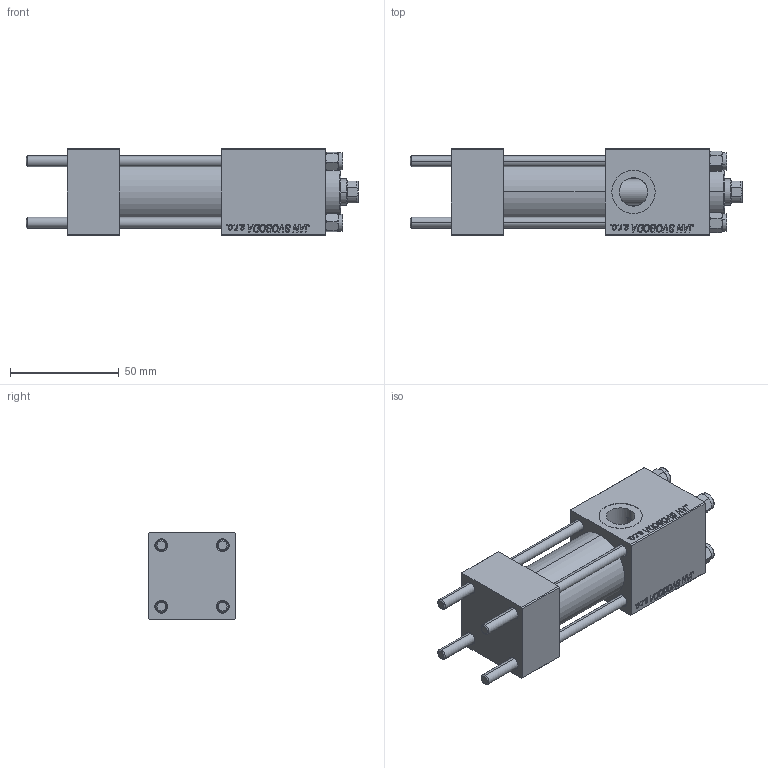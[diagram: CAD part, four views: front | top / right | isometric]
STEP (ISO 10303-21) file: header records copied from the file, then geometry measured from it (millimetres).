
FILE_DESCRIPTION (( 'STEP AP203' ), '1' );
FILE_NAME ('b8f0.STEP', '2022-04-14T12:27:34', ( '' ), ( '' ), 'SwSTEP 2.0', 'SolidWorks 2019', '' );
FILE_SCHEMA (( 'CONFIG_CONTROL_DESIGN' ));
Length unit declared in the file: millimetre
Products named in the file (6): CR025_012_A_0_G_A_G_M_020_+#_##_TYCINKA c415b2de1faea9372b1f0ab1a9a38e31; V215CR_BODY_A c415b2de1faea9372b1f0ab1a9a38e31; V215CR_VCP c415b2de1faea9372b1f0ab1a9a38e31; NUT_M5 c415b2de1faea9372b1f0ab1a9a38e31; V215_VC_A c415b2de1faea9372b1f0ab1a9a38e31; b8f0
Assembly tree (11 placements, depth 2):
  b8f0
    V215CR_BODY_A c415b2de1faea9372b1f0ab1a9a38e31
    CR025_012_A_0_G_A_G_M_020_+#_##_TYCINKA c415b2de1faea9372b1f0ab1a9a38e31  x4
    NUT_M5 c415b2de1faea9372b1f0ab1a9a38e31  x4
    V215CR_VCP c415b2de1faea9372b1f0ab1a9a38e31
    V215_VC_A c415b2de1faea9372b1f0ab1a9a38e31
Bounding box: 153 x 40 x 40 mm (x, y, z)
Volume: 144694.3 mm3; surface area: 58951 mm2
Topology: 11 solids, 11 shells, 1138 faces, 2858 edges, 1849 vertices
Faces by surface type: plane 519, bspline 392, cone 136, cylinder 83, torus 8
Entity records: 49956 total; most frequent: CARTESIAN_POINT 27052, ORIENTED_EDGE 5208, DIRECTION 3254, EDGE_CURVE 2604, VERTEX_POINT 1705, LINE 1584, VECTOR 1584, EDGE_LOOP 1145
